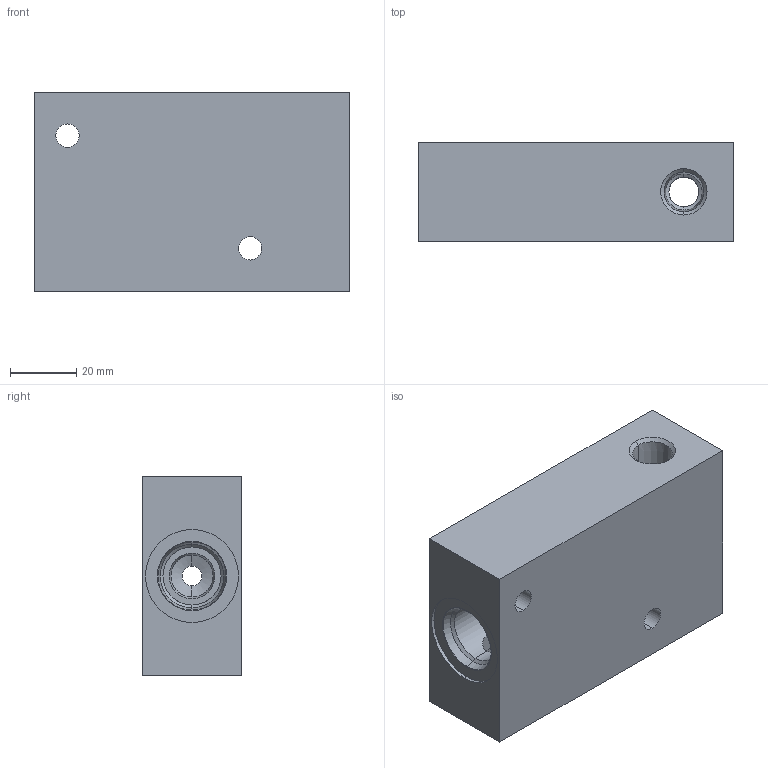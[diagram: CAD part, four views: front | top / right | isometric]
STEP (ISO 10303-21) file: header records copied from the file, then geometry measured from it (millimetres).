
FILE_DESCRIPTION (( 'STEP AP203' ), '1' );
FILE_NAME ('ML-40-EFT-08W2-08W2-P02-Z01.STEP', '2026-02-26T00:41:32', ( '' ), ( '' ), 'SwSTEP 2.0', 'SolidWorks 2018', '' );
FILE_SCHEMA (( 'CONFIG_CONTROL_DESIGN' ));
Length unit declared in the file: millimetre
Products named in the file (1): ML-40-EFT-08W2-08W2-P02-Z01
Bounding box: 95 x 30 x 60 mm (x, y, z)
Volume: 147828.7 mm3; surface area: 27293.4 mm2
Topology: 1 solids, 1 shells, 397 faces, 1093 edges, 713 vertices
Faces by surface type: cylinder 173, plane 126, bspline 58, cone 36, torus 4
Entity records: 14806 total; most frequent: CARTESIAN_POINT 4660, ORIENTED_EDGE 2182, DIRECTION 2033, EDGE_CURVE 1091, AXIS2_PLACEMENT_3D 724, VERTEX_POINT 713, LINE 585, VECTOR 585
